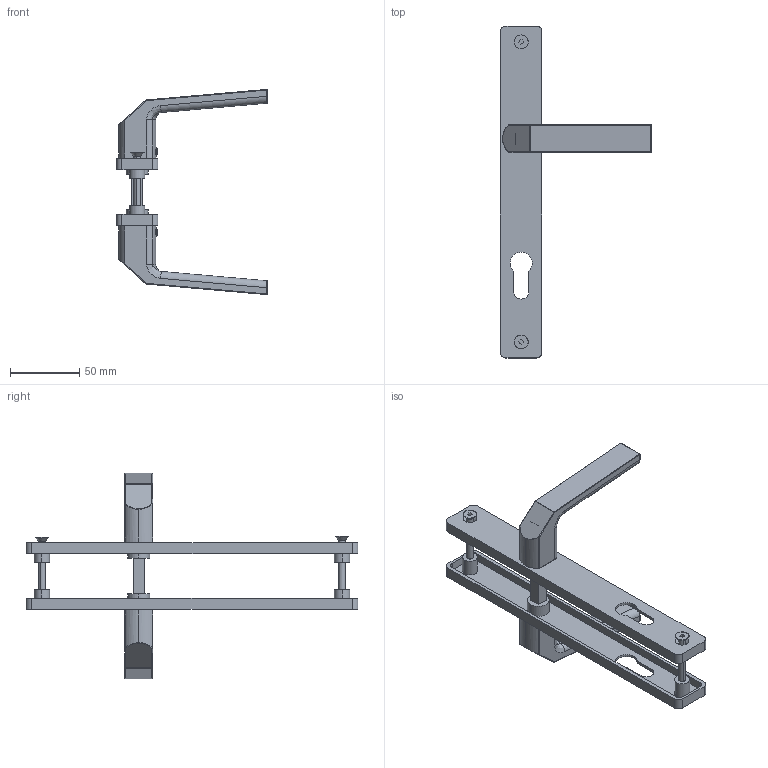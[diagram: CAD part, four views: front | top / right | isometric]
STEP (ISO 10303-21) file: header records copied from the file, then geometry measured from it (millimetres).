
FILE_DESCRIPTION (( 'STEP AP203' ), '1' );
FILE_NAME ('D12_08-90.STEP', '2021-02-25T13:46:51', ( '' ), ( '' ), 'SwSTEP 2.0', 'SolidWorks 2019', '' );
FILE_SCHEMA (( 'CONFIG_CONTROL_DESIGN' ));
Length unit declared in the file: millimetre
Products named in the file (7): Skrutka DIN 7991_Skrutka M 5x50; Part1; Part3; Part2; DIN 914_SKRUTKA M 6X10; Part4; D12_08-90
Assembly tree (9 placements, depth 2):
  D12_08-90
    Part1
    Part3  x2
    Part2
    Part4
    DIN 914_SKRUTKA M 6X10  x2
    Skrutka DIN 7991_Skrutka M 5x50  x2
Bounding box: 109.26 x 240 x 148.4 mm (x, y, z)
Volume: 121744.3 mm3; surface area: 67948.2 mm2
Topology: 9 solids, 9 shells, 274 faces, 634 edges, 372 vertices
Faces by surface type: cylinder 104, plane 98, cone 32, sphere 16, bspline 14, torus 10
Entity records: 6366 total; most frequent: CARTESIAN_POINT 1325, DIRECTION 945, ORIENTED_EDGE 834, EDGE_CURVE 417, AXIS2_PLACEMENT_3D 357, VERTEX_POINT 259, VECTOR 231, LINE 231
